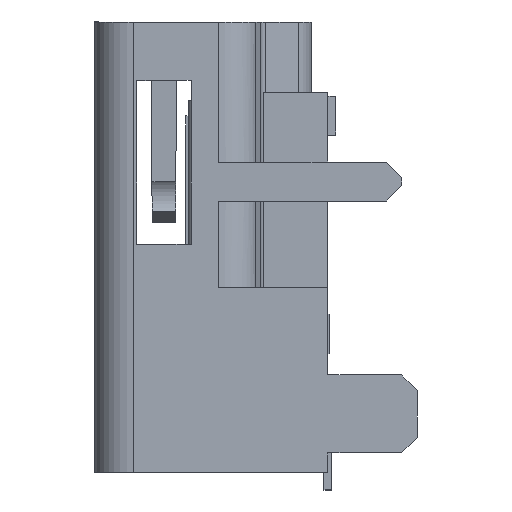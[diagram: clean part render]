
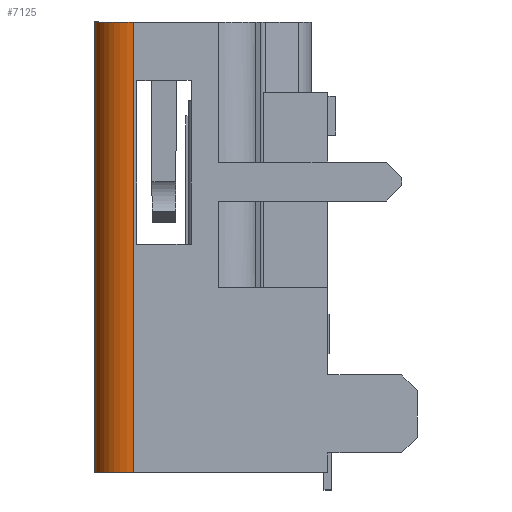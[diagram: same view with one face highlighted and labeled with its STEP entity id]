
A CAD part, left-side view. The second image highlights one B-rep face of the part: STEP entity #7125.
In plain terms, the highlighted cylindrical face has radius 1 mm (diameter 2 mm), a partial arc.
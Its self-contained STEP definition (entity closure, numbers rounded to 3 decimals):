
#1397 = LINE ( 'NONE', #1398, #1961 ) ;
#1398 = CARTESIAN_POINT ( 'NONE',  ( -7.5, 1.775, -5.775 ) ) ;
#1399 = DIRECTION ( 'NONE',  ( 0., 0., 1. ) ) ;
#1961 = VECTOR ( 'NONE', #1399, 1000. ) ;
#2201 = CARTESIAN_POINT ( 'NONE',  ( -7.5, 1.775, 0. ) ) ;
#2202 = CARTESIAN_POINT ( 'NONE',  ( -7.5, 1.775, -11.55 ) ) ;
#2381 = CARTESIAN_POINT ( 'NONE',  ( -6.5, 2.775, -11.55 ) ) ;
#2382 = CARTESIAN_POINT ( 'NONE',  ( -6.5, 2.775, 0. ) ) ;
#4052 = CARTESIAN_POINT ( 'NONE',  ( -6.5, 1.775, 0. ) ) ;
#4065 = DIRECTION ( 'NONE',  ( 0., 0., 1. ) ) ;
#4066 = DIRECTION ( 'NONE',  ( 1., 0., 0. ) ) ;
#4067 = CARTESIAN_POINT ( 'NONE',  ( -6.5, 1.775, -11.55 ) ) ;
#4068 = LINE ( 'NONE', #4069, #11784 ) ;
#4069 = CARTESIAN_POINT ( 'NONE',  ( -6.5, 2.775, -5.775 ) ) ;
#4070 = DIRECTION ( 'NONE',  ( 0., 0., 1. ) ) ;
#4071 = DIRECTION ( 'NONE',  ( 0., 0., -1. ) ) ;
#4072 = DIRECTION ( 'NONE',  ( 1., 0., 0. ) ) ;
#5043 = AXIS2_PLACEMENT_3D ( 'NONE', #8133, #8134, #8135 ) ;
#5107 = FACE_OUTER_BOUND ( 'NONE', #7705, .T. ) ;
#5110 = CYLINDRICAL_SURFACE ( 'NONE', #5043, 1. ) ;
#5742 = EDGE_CURVE ( 'NONE', #15424, #14779, #13593, .T. ) ;
#5743 = EDGE_CURVE ( 'NONE', #15423, #15424, #4068, .T. ) ;
#5744 = EDGE_CURVE ( 'NONE', #14780, #15423, #13594, .T. ) ;
#6655 = ORIENTED_EDGE ( 'NONE', *, *, #5743, .F. ) ;
#6656 = ORIENTED_EDGE ( 'NONE', *, *, #14116, .T. ) ;
#6657 = ORIENTED_EDGE ( 'NONE', *, *, #5744, .F. ) ;
#6658 = ORIENTED_EDGE ( 'NONE', *, *, #5742, .F. ) ;
#7125 = ADVANCED_FACE ( 'NONE', ( #5107 ), #5110, .T. ) ;
#7705 = EDGE_LOOP ( 'NONE', ( #6655, #6657, #6656, #6658 ) ) ;
#8133 = CARTESIAN_POINT ( 'NONE',  ( -6.5, 1.775, -11.781 ) ) ;
#8134 = DIRECTION ( 'NONE',  ( 0., 0., 1. ) ) ;
#8135 = DIRECTION ( 'NONE',  ( 1., 0., 0. ) ) ;
#11781 = AXIS2_PLACEMENT_3D ( 'NONE', #4052, #4065, #4066 ) ;
#11783 = AXIS2_PLACEMENT_3D ( 'NONE', #4067, #4071, #4072 ) ;
#11784 = VECTOR ( 'NONE', #4070, 1000. ) ;
#13593 = CIRCLE ( 'NONE', #11781, 1. ) ;
#13594 = CIRCLE ( 'NONE', #11783, 1. ) ;
#14116 = EDGE_CURVE ( 'NONE', #14780, #14779, #1397, .T. ) ;
#14779 = VERTEX_POINT ( 'NONE', #2201 ) ;
#14780 = VERTEX_POINT ( 'NONE', #2202 ) ;
#15423 = VERTEX_POINT ( 'NONE', #2381 ) ;
#15424 = VERTEX_POINT ( 'NONE', #2382 ) ;
